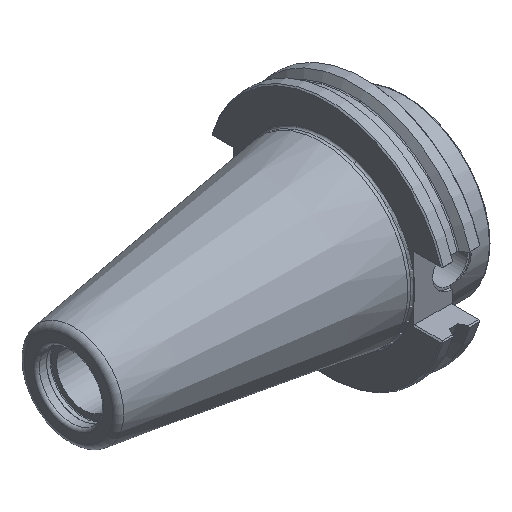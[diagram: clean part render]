
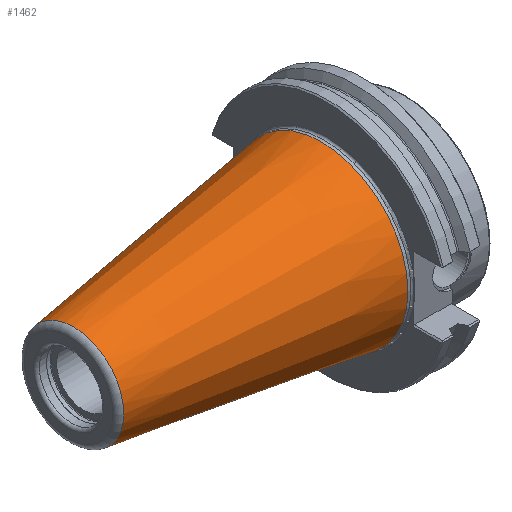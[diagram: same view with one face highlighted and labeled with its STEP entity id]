
A CAD part, isometric view. The second image highlights one B-rep face of the part: STEP entity #1462.
In plain terms, the highlighted conical face has half-angle 8.297 degrees and reference radius 27.749 mm.
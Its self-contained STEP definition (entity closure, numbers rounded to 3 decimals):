
#58=CONICAL_SURFACE('',#1646,27.749,0.145);
#182=FACE_OUTER_BOUND('',#262,.T.);
#262=EDGE_LOOP('',(#1359,#1360,#1361,#1362,#1363,#1364,#1365));
#350=CIRCLE('',#1642,20.396);
#351=CIRCLE('',#1643,20.396);
#352=CIRCLE('',#1644,20.396);
#354=CIRCLE('',#1647,35.1);
#355=CIRCLE('',#1648,35.1);
#435=LINE('',#2734,#516);
#516=VECTOR('',#2061,27.749);
#690=VERTEX_POINT('',#2722);
#691=VERTEX_POINT('',#2723);
#692=VERTEX_POINT('',#2725);
#693=VERTEX_POINT('',#2730);
#694=VERTEX_POINT('',#2731);
#913=EDGE_CURVE('',#690,#691,#350,.T.);
#914=EDGE_CURVE('',#692,#690,#351,.T.);
#915=EDGE_CURVE('',#691,#692,#352,.T.);
#917=EDGE_CURVE('',#693,#694,#354,.T.);
#918=EDGE_CURVE('',#694,#693,#355,.T.);
#919=EDGE_CURVE('',#694,#692,#435,.T.);
#1359=ORIENTED_EDGE('',*,*,#917,.F.);
#1360=ORIENTED_EDGE('',*,*,#918,.F.);
#1361=ORIENTED_EDGE('',*,*,#919,.T.);
#1362=ORIENTED_EDGE('',*,*,#914,.T.);
#1363=ORIENTED_EDGE('',*,*,#913,.T.);
#1364=ORIENTED_EDGE('',*,*,#915,.T.);
#1365=ORIENTED_EDGE('',*,*,#919,.F.);
#1462=ADVANCED_FACE('',(#182),#58,.T.);
#1642=AXIS2_PLACEMENT_3D('',#2724,#2047,#2048);
#1643=AXIS2_PLACEMENT_3D('',#2726,#2049,#2050);
#1644=AXIS2_PLACEMENT_3D('',#2727,#2051,#2052);
#1646=AXIS2_PLACEMENT_3D('',#2729,#2055,#2056);
#1647=AXIS2_PLACEMENT_3D('',#2732,#2057,#2058);
#1648=AXIS2_PLACEMENT_3D('',#2733,#2059,#2060);
#2047=DIRECTION('center_axis',(1.,0.,0.));
#2048=DIRECTION('ref_axis',(0.,0.,-1.));
#2049=DIRECTION('center_axis',(1.,0.,0.));
#2050=DIRECTION('ref_axis',(0.,0.,-1.));
#2051=DIRECTION('center_axis',(1.,0.,0.));
#2052=DIRECTION('ref_axis',(0.,0.,-1.));
#2055=DIRECTION('center_axis',(1.,0.,0.));
#2056=DIRECTION('ref_axis',(0.,1.,0.));
#2057=DIRECTION('center_axis',(1.,0.,0.));
#2058=DIRECTION('ref_axis',(0.,0.,-1.));
#2059=DIRECTION('center_axis',(1.,0.,0.));
#2060=DIRECTION('ref_axis',(0.,0.,-1.));
#2061=DIRECTION('',(-0.99,0.144,0.));
#2722=CARTESIAN_POINT('',(-99.633,20.396,0.));
#2723=CARTESIAN_POINT('',(-99.633,0.,20.396));
#2724=CARTESIAN_POINT('Origin',(-99.633,0.,0.));
#2725=CARTESIAN_POINT('',(-99.633,-20.396,0.));
#2726=CARTESIAN_POINT('Origin',(-99.633,0.,0.));
#2727=CARTESIAN_POINT('Origin',(-99.633,0.,0.));
#2729=CARTESIAN_POINT('Origin',(-49.229,0.,0.));
#2730=CARTESIAN_POINT('',(1.175,35.1,0.));
#2731=CARTESIAN_POINT('',(1.175,-35.1,0.));
#2732=CARTESIAN_POINT('Origin',(1.175,0.,0.));
#2733=CARTESIAN_POINT('Origin',(1.175,0.,0.));
#2734=CARTESIAN_POINT('',(-49.229,-27.749,0.));
